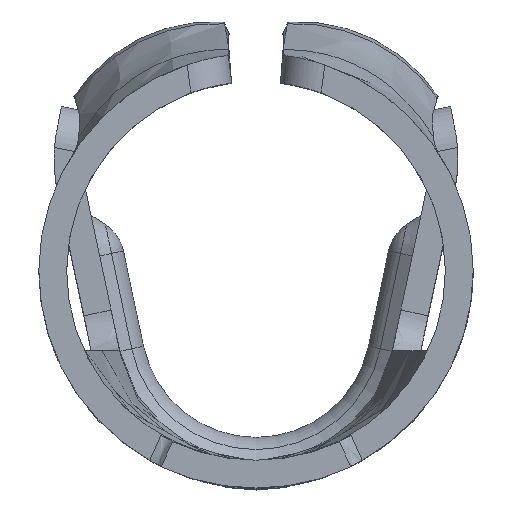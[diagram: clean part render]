
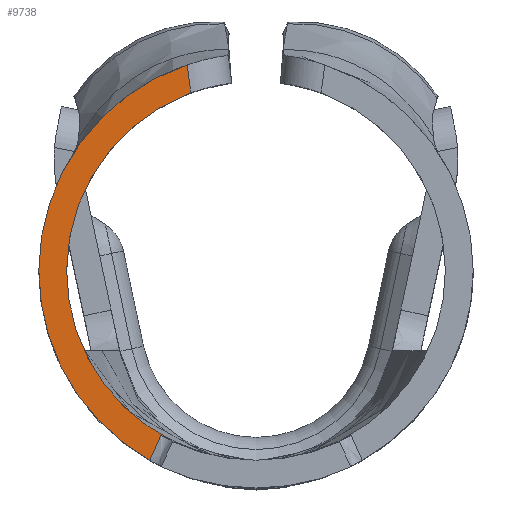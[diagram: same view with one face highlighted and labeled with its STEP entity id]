
A CAD part, top view. The second image highlights one B-rep face of the part: STEP entity #9738.
In plain terms, the highlighted planar face has unit normal (0, 0, 1).
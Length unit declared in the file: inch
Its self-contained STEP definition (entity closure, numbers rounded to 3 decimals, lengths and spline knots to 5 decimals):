
#147 = CARTESIAN_POINT ( 'NONE',  ( -0.06251, -0.12083, 0. ) ) ;
#412 = AXIS2_PLACEMENT_3D ( 'NONE', #14557, #1900, #7541 ) ;
#519 = CARTESIAN_POINT ( 'NONE',  ( -0.07157, -0.12529, 0. ) ) ;
#757 = DIRECTION ( 'NONE',  ( 1., 0., 0. ) ) ;
#1083 = CARTESIAN_POINT ( 'NONE',  ( 0., 0., 0. ) ) ;
#1113 = EDGE_CURVE ( 'NONE', #3876, #2594, #9273, .T. ) ;
#1751 = VERTEX_POINT ( 'NONE', #9510 ) ;
#1898 = CARTESIAN_POINT ( 'NONE',  ( -0.07393, -0.13049, 0. ) ) ;
#1900 = DIRECTION ( 'NONE',  ( 0., 0., 1. ) ) ;
#2277 = ORIENTED_EDGE ( 'NONE', *, *, #14375, .T. ) ;
#2323 = EDGE_LOOP ( 'NONE', ( #4781, #3970, #15107, #2277, #13435, #4703, #12462 ) ) ;
#2490 = AXIS2_PLACEMENT_3D ( 'NONE', #1083, #6709, #12350 ) ;
#2594 = VERTEX_POINT ( 'NONE', #7858 ) ;
#3236 = CARTESIAN_POINT ( 'NONE',  ( -0.02975, -0.00386, 0. ) ) ;
#3284 = CARTESIAN_POINT ( 'NONE',  ( -0.07586, -0.13471, 0. ) ) ;
#3286 = FACE_OUTER_BOUND ( 'NONE', #2323, .T. ) ;
#3876 = VERTEX_POINT ( 'NONE', #16623 ) ;
#3970 = ORIENTED_EDGE ( 'NONE', *, *, #13884, .T. ) ;
#4504 = DIRECTION ( 'NONE',  ( 1., 0., 0. ) ) ;
#4595 = DIRECTION ( 'NONE',  ( 1., 0., 0. ) ) ;
#4703 = ORIENTED_EDGE ( 'NONE', *, *, #1113, .T. ) ;
#4766 = CARTESIAN_POINT ( 'NONE',  ( -0.06883, -0.1192, 0. ) ) ;
#4781 = ORIENTED_EDGE ( 'NONE', *, *, #15254, .T. ) ;
#5782 = CARTESIAN_POINT ( 'NONE',  ( -0.05962, -0.12224, 0. ) ) ;
#5991 = CIRCLE ( 'NONE', #10727, 0.136 ) ;
#6122 = EDGE_CURVE ( 'NONE', #17165, #3876, #5991, .T. ) ;
#6155 = CARTESIAN_POINT ( 'NONE',  ( -0.07074, -0.12345, 0. ) ) ;
#6537 = AXIS2_PLACEMENT_3D ( 'NONE', #11616, #17250, #4595 ) ;
#6709 = DIRECTION ( 'NONE',  ( 0., 0., -1. ) ) ;
#7161 = CARTESIAN_POINT ( 'NONE',  ( -0.0683, -0.118, 0. ) ) ;
#7538 = CARTESIAN_POINT ( 'NONE',  ( -0.07317, -0.12881, 0. ) ) ;
#7541 = DIRECTION ( 'NONE',  ( 1., 0., 0. ) ) ;
#7673 = VERTEX_POINT ( 'NONE', #16557 ) ;
#7784 = CARTESIAN_POINT ( 'NONE',  ( 0., 0., 0. ) ) ;
#7858 = CARTESIAN_POINT ( 'NONE',  ( -0.04682, 0.12769, 0. ) ) ;
#8735 = EDGE_CURVE ( 'NONE', #8873, #7673, #17267, .T. ) ;
#8873 = VERTEX_POINT ( 'NONE', #9302 ) ;
#8875 = DIRECTION ( 'NONE',  ( -0.129, 0.992, 0. ) ) ;
#8924 = CARTESIAN_POINT ( 'NONE',  ( -0.07527, -0.13344, 0. ) ) ;
#8926 = PLANE ( 'NONE',  #412 ) ;
#9273 = CIRCLE ( 'NONE', #2490, 0.136 ) ;
#9302 = CARTESIAN_POINT ( 'NONE',  ( -0.07644, -0.13599, 0. ) ) ;
#9437 = VECTOR ( 'NONE', #8875, 39.37008 ) ;
#9510 = CARTESIAN_POINT ( 'NONE',  ( -0.04945, 0.14796, 0. ) ) ;
#9738 = ADVANCED_FACE ( 'NONE', ( #3286 ), #8926, .T. ) ;
#10403 = VERTEX_POINT ( 'NONE', #17407 ) ;
#10405 = CARTESIAN_POINT ( 'NONE',  ( -0.0683, -0.118, 0. ) ) ;
#10727 = AXIS2_PLACEMENT_3D ( 'NONE', #7784, #13410, #757 ) ;
#10984 = CIRCLE ( 'NONE', #6537, 0.156 ) ;
#11521 = CARTESIAN_POINT ( 'NONE',  ( 0., 0., 0. ) ) ;
#11616 = CARTESIAN_POINT ( 'NONE',  ( 0., 0., 0. ) ) ;
#11654 = LINE ( 'NONE', #3236, #9437 ) ;
#11794 = CARTESIAN_POINT ( 'NONE',  ( -0.06991, -0.1216, 0. ) ) ;
#12123 = AXIS2_PLACEMENT_3D ( 'NONE', #11521, #17150, #4504 ) ;
#12350 = DIRECTION ( 'NONE',  ( 1., 0., 0. ) ) ;
#12462 = ORIENTED_EDGE ( 'NONE', *, *, #16728, .T. ) ;
#12793 = CARTESIAN_POINT ( 'NONE',  ( -0.0654, -0.11941, 0. ) ) ;
#13170 = CARTESIAN_POINT ( 'NONE',  ( -0.07241, -0.12713, 0. ) ) ;
#13410 = DIRECTION ( 'NONE',  ( 0., 0., -1. ) ) ;
#13435 = ORIENTED_EDGE ( 'NONE', *, *, #6122, .T. ) ;
#13726 = B_SPLINE_CURVE_WITH_KNOTS ( 'NONE', 3,
 ( #7161, #12793, #147, #5782 ),
 .UNSPECIFIED., .F., .F.,
 ( 4, 4 ),
 ( 0., 0.00025 ),
 .UNSPECIFIED. ) ;
#13884 = EDGE_CURVE ( 'NONE', #10403, #8873, #14460, .T. ) ;
#13952 = CARTESIAN_POINT ( 'NONE',  ( -0.05962, -0.12224, 0. ) ) ;
#14375 = EDGE_CURVE ( 'NONE', #7673, #17165, #13726, .T. ) ;
#14460 = CIRCLE ( 'NONE', #12123, 0.156 ) ;
#14554 = CARTESIAN_POINT ( 'NONE',  ( -0.07469, -0.13216, 0. ) ) ;
#14557 = CARTESIAN_POINT ( 'NONE',  ( 0., 0., 0. ) ) ;
#15107 = ORIENTED_EDGE ( 'NONE', *, *, #8735, .T. ) ;
#15254 = EDGE_CURVE ( 'NONE', #1751, #10403, #10984, .T. ) ;
#15944 = CARTESIAN_POINT ( 'NONE',  ( -0.07644, -0.13599, 0. ) ) ;
#16557 = CARTESIAN_POINT ( 'NONE',  ( -0.0683, -0.118, 0. ) ) ;
#16623 = CARTESIAN_POINT ( 'NONE',  ( -0.136, 0., 0. ) ) ;
#16728 = EDGE_CURVE ( 'NONE', #2594, #1751, #11654, .T. ) ;
#17150 = DIRECTION ( 'NONE',  ( 0., 0., 1. ) ) ;
#17165 = VERTEX_POINT ( 'NONE', #13952 ) ;
#17250 = DIRECTION ( 'NONE',  ( 0., 0., 1. ) ) ;
#17267 = B_SPLINE_CURVE_WITH_KNOTS ( 'NONE', 3,
 ( #15944, #3284, #8924, #14554, #1898, #7538, #13170, #519, #6155, #11794, #17430, #4766, #10405 ),
 .UNSPECIFIED., .F., .F.,
 ( 4, 3, 3, 3, 4 ),
 ( 0., 0.00011, 0.00025, 0.0004, 0.0005 ),
 .UNSPECIFIED. ) ;
#17407 = CARTESIAN_POINT ( 'NONE',  ( -0.156, 0., 0. ) ) ;
#17430 = CARTESIAN_POINT ( 'NONE',  ( -0.06937, -0.1204, 0. ) ) ;
